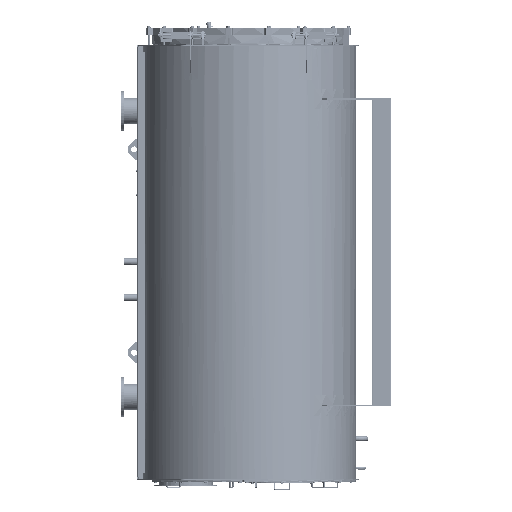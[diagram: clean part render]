
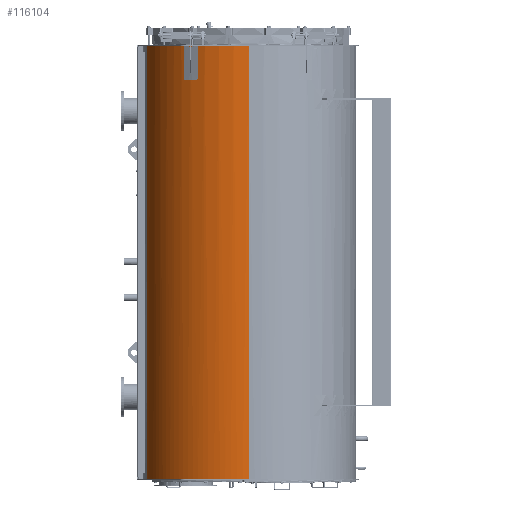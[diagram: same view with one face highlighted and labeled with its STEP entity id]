
A CAD part, left-side view. The second image highlights one B-rep face of the part: STEP entity #116104.
In plain terms, the highlighted cylindrical face has radius 896.8 mm (diameter 1793.6 mm), a partial arc.
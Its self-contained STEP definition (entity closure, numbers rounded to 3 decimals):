
#366=ELLIPSE('',#126010,1268.267,896.8);
#10244=FACE_OUTER_BOUND('',#17288,.T.);
#17288=EDGE_LOOP('',(#89692,#89693,#89694,#89695,#89696,#89697,#89698,#89699));
#25320=LINE('',#186347,#33833);
#25321=LINE('',#186350,#33834);
#25322=LINE('',#186351,#33835);
#25323=LINE('',#186353,#33836);
#33833=VECTOR('',#150366,10.);
#33834=VECTOR('',#150369,10.);
#33835=VECTOR('',#150370,10.);
#33836=VECTOR('',#150371,10.);
#37816=CIRCLE('',#119207,896.8);
#39284=CIRCLE('',#121867,896.8);
#39285=CIRCLE('',#121868,896.8);
#44676=VERTEX_POINT('',#166666);
#44679=VERTEX_POINT('',#166671);
#46688=VERTEX_POINT('',#173845);
#46689=VERTEX_POINT('',#173847);
#46692=VERTEX_POINT('',#173853);
#46693=VERTEX_POINT('',#173855);
#50465=VERTEX_POINT('',#186349);
#50466=VERTEX_POINT('',#186352);
#55722=EDGE_CURVE('',#44679,#44676,#37816,.T.);
#58711=EDGE_CURVE('',#46689,#46688,#39284,.T.);
#58715=EDGE_CURVE('',#46693,#46692,#39285,.T.);
#64446=EDGE_CURVE('',#46688,#44676,#25320,.T.);
#64447=EDGE_CURVE('',#50465,#46689,#25321,.T.);
#64448=EDGE_CURVE('',#46693,#44679,#25322,.T.);
#64449=EDGE_CURVE('',#46692,#50466,#25323,.T.);
#64450=EDGE_CURVE('',#50466,#50465,#366,.T.);
#89692=ORIENTED_EDGE('',*,*,#64447,.T.);
#89693=ORIENTED_EDGE('',*,*,#58711,.T.);
#89694=ORIENTED_EDGE('',*,*,#64446,.T.);
#89695=ORIENTED_EDGE('',*,*,#55722,.F.);
#89696=ORIENTED_EDGE('',*,*,#64448,.F.);
#89697=ORIENTED_EDGE('',*,*,#58715,.T.);
#89698=ORIENTED_EDGE('',*,*,#64449,.T.);
#89699=ORIENTED_EDGE('',*,*,#64450,.T.);
#105534=CYLINDRICAL_SURFACE('',#126009,896.8);
#116104=ADVANCED_FACE('',(#10244),#105534,.T.);
#119207=AXIS2_PLACEMENT_3D('',#166673,#132173,#132174);
#121867=AXIS2_PLACEMENT_3D('',#173848,#138522,#138523);
#121868=AXIS2_PLACEMENT_3D('',#173856,#138527,#138528);
#126009=AXIS2_PLACEMENT_3D('',#186348,#150367,#150368);
#126010=AXIS2_PLACEMENT_3D('',#186354,#150372,#150373);
#132173=DIRECTION('center_axis',(0.,0.,
-1.));
#132174=DIRECTION('ref_axis',(0.,1.,0.));
#138522=DIRECTION('center_axis',(0.,0.,
-1.));
#138523=DIRECTION('ref_axis',(0.,1.,0.));
#138527=DIRECTION('center_axis',(0.,0.,
-1.));
#138528=DIRECTION('ref_axis',(0.,1.,0.));
#150366=DIRECTION('',(0.,0.,-1.));
#150367=DIRECTION('center_axis',(0.,0.,
-1.));
#150368=DIRECTION('ref_axis',(0.,1.,0.));
#150369=DIRECTION('',(0.,0.,1.));
#150370=DIRECTION('',(0.,0.,-1.));
#150371=DIRECTION('',(0.,0.,-1.));
#150372=DIRECTION('center_axis',(-0.707,0.,
-0.707));
#150373=DIRECTION('ref_axis',(0.707,0.,-0.707));
#166666=CARTESIAN_POINT('',(-305.76,920.411,-1788.603));
#166671=CARTESIAN_POINT('',(-927.56,66.866,-1788.603));
#166673=CARTESIAN_POINT('Origin',(-30.76,66.816,-1788.603));
#173845=CARTESIAN_POINT('',(-305.76,920.411,1836.397));
#173847=CARTESIAN_POINT('',(-781.206,557.816,1836.397));
#173848=CARTESIAN_POINT('Origin',(-30.76,66.816,1836.397));
#173853=CARTESIAN_POINT('',(-788.922,545.816,1836.397));
#173855=CARTESIAN_POINT('',(-927.56,66.866,1836.397));
#173856=CARTESIAN_POINT('Origin',(-30.76,66.816,1836.397));
#186347=CARTESIAN_POINT('',(-305.76,920.411,1836.397));
#186348=CARTESIAN_POINT('Origin',(-30.76,66.816,1836.397));
#186349=CARTESIAN_POINT('',(-781.206,557.816,1605.843));
#186350=CARTESIAN_POINT('',(-781.206,557.816,1836.397));
#186351=CARTESIAN_POINT('',(-927.56,66.866,1836.397));
#186352=CARTESIAN_POINT('',(-788.922,545.816,1613.559));
#186353=CARTESIAN_POINT('',(-788.922,545.816,1836.397));
#186354=CARTESIAN_POINT('Origin',(-30.76,66.816,855.397));
